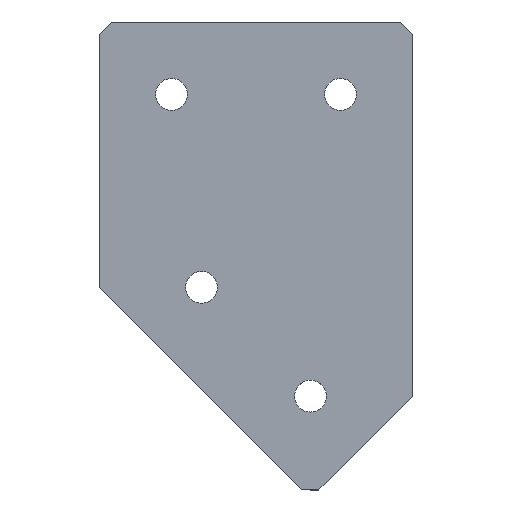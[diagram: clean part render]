
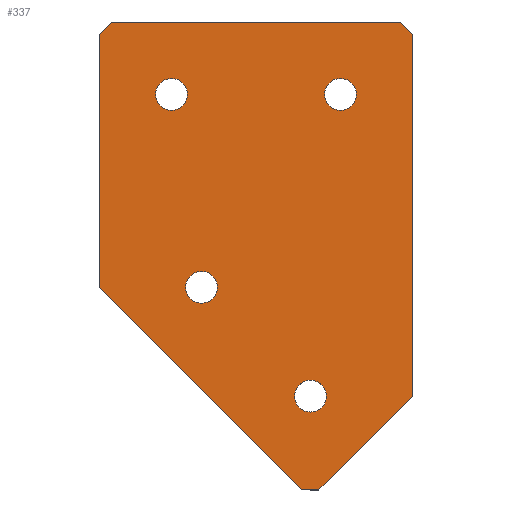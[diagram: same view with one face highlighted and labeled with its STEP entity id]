
A CAD part, top view. The second image highlights one B-rep face of the part: STEP entity #337.
In plain terms, the highlighted planar face has unit normal (0, 0, 1).
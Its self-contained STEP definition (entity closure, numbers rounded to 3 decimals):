
#4 = VERTEX_POINT ( 'NONE', #481 ) ;
#15 = VERTEX_POINT ( 'NONE', #322 ) ;
#19 = CARTESIAN_POINT ( 'NONE',  ( 1.25, -1.25, 0. ) ) ;
#26 = ORIENTED_EDGE ( 'NONE', *, *, #629, .T. ) ;
#29 = PLANE ( 'NONE',  #325 ) ;
#30 = VERTEX_POINT ( 'NONE', #478 ) ;
#41 = EDGE_CURVE ( 'NONE', #414, #338, #533, .T. ) ;
#52 = EDGE_LOOP ( 'NONE', ( #437, #157 ) ) ;
#59 = AXIS2_PLACEMENT_3D ( 'NONE', #218, #267, #369 ) ;
#60 = ORIENTED_EDGE ( 'NONE', *, *, #72, .F. ) ;
#62 = ORIENTED_EDGE ( 'NONE', *, *, #296, .T. ) ;
#65 = CARTESIAN_POINT ( 'NONE',  ( 50., -18.3, 0. ) ) ;
#72 = EDGE_CURVE ( 'NONE', #556, #255, #469, .T. ) ;
#74 = FACE_OUTER_BOUND ( 'NONE', #444, .T. ) ;
#76 = LINE ( 'NONE', #355, #189 ) ;
#80 = CARTESIAN_POINT ( 'NONE',  ( 31.25, 31.25, 0. ) ) ;
#82 = CARTESIAN_POINT ( 'NONE',  ( 43.787, -80.874, 0. ) ) ;
#84 = CARTESIAN_POINT ( 'NONE',  ( 0., -55., 0. ) ) ;
#86 = DIRECTION ( 'NONE',  ( 0., 0., -1. ) ) ;
#90 = CIRCLE ( 'NONE', #366, 3.3 ) ;
#94 = ORIENTED_EDGE ( 'NONE', *, *, #617, .T. ) ;
#95 = ORIENTED_EDGE ( 'NONE', *, *, #430, .F. ) ;
#104 = EDGE_CURVE ( 'NONE', #338, #414, #300, .T. ) ;
#121 = VERTEX_POINT ( 'NONE', #443 ) ;
#124 = LINE ( 'NONE', #318, #151 ) ;
#130 = CARTESIAN_POINT ( 'NONE',  ( 21.213, -55., 0. ) ) ;
#133 = CIRCLE ( 'NONE', #615, 3.3 ) ;
#140 = DIRECTION ( 'NONE',  ( 0., 0., -1. ) ) ;
#141 = CARTESIAN_POINT ( 'NONE',  ( 45.555, -97.019, 0. ) ) ;
#151 = VECTOR ( 'NONE', #274, 1000. ) ;
#154 = VECTOR ( 'NONE', #476, 1000. ) ;
#155 = CARTESIAN_POINT ( 'NONE',  ( 15., -15., 0. ) ) ;
#157 = ORIENTED_EDGE ( 'NONE', *, *, #104, .T. ) ;
#159 = VERTEX_POINT ( 'NONE', #545 ) ;
#171 = EDGE_CURVE ( 'NONE', #4, #506, #499, .T. ) ;
#173 = VERTEX_POINT ( 'NONE', #542 ) ;
#175 = FACE_BOUND ( 'NONE', #52, .T. ) ;
#178 = ORIENTED_EDGE ( 'NONE', *, *, #346, .F. ) ;
#180 = DIRECTION ( 'NONE',  ( 0., 0., -1. ) ) ;
#188 = DIRECTION ( 'NONE',  ( 0., 0., -1. ) ) ;
#189 = VECTOR ( 'NONE', #565, 1000. ) ;
#198 = AXIS2_PLACEMENT_3D ( 'NONE', #155, #344, #447 ) ;
#199 = CIRCLE ( 'NONE', #375, 3.3 ) ;
#201 = DIRECTION ( 'NONE',  ( -0.707, -0.707, 0. ) ) ;
#212 = EDGE_CURVE ( 'NONE', #30, #221, #219, .T. ) ;
#218 = CARTESIAN_POINT ( 'NONE',  ( 43.787, -77.574, 0. ) ) ;
#219 = CIRCLE ( 'NONE', #59, 3.3 ) ;
#220 = CIRCLE ( 'NONE', #555, 3.3 ) ;
#221 = VERTEX_POINT ( 'NONE', #82 ) ;
#222 = CARTESIAN_POINT ( 'NONE',  ( 65., -2.5, 0. ) ) ;
#224 = EDGE_LOOP ( 'NONE', ( #262, #431 ) ) ;
#226 = CARTESIAN_POINT ( 'NONE',  ( 15., -18.3, 0. ) ) ;
#230 = EDGE_CURVE ( 'NONE', #451, #121, #248, .T. ) ;
#248 = CIRCLE ( 'NONE', #482, 3.3 ) ;
#255 = VERTEX_POINT ( 'NONE', #359 ) ;
#257 = VECTOR ( 'NONE', #277, 1000. ) ;
#262 = ORIENTED_EDGE ( 'NONE', *, *, #563, .T. ) ;
#267 = DIRECTION ( 'NONE',  ( 0., 0., -1. ) ) ;
#271 = FACE_BOUND ( 'NONE', #319, .T. ) ;
#274 = DIRECTION ( 'NONE',  ( 0., -1., 0. ) ) ;
#275 = CARTESIAN_POINT ( 'NONE',  ( 15., -15., 0. ) ) ;
#277 = DIRECTION ( 'NONE',  ( -0.707, 0.707, 0. ) ) ;
#278 = VECTOR ( 'NONE', #423, 1000. ) ;
#280 = CARTESIAN_POINT ( 'NONE',  ( 0., -97.019, 0. ) ) ;
#283 = DIRECTION ( 'NONE',  ( 0., 1., 0. ) ) ;
#284 = EDGE_LOOP ( 'NONE', ( #599, #595 ) ) ;
#286 = CARTESIAN_POINT ( 'NONE',  ( 21.213, -55., 0. ) ) ;
#296 = EDGE_CURVE ( 'NONE', #456, #255, #408, .T. ) ;
#300 = CIRCLE ( 'NONE', #198, 3.3 ) ;
#314 = VECTOR ( 'NONE', #377, 1000. ) ;
#318 = CARTESIAN_POINT ( 'NONE',  ( 65., 0., 0. ) ) ;
#319 = EDGE_LOOP ( 'NONE', ( #357, #585 ) ) ;
#321 = DIRECTION ( 'NONE',  ( 0., 0., -1. ) ) ;
#322 = CARTESIAN_POINT ( 'NONE',  ( 21.213, -51.7, 0. ) ) ;
#325 = AXIS2_PLACEMENT_3D ( 'NONE', #471, #566, #558 ) ;
#328 = LINE ( 'NONE', #80, #314 ) ;
#332 = EDGE_CURVE ( 'NONE', #587, #556, #608, .T. ) ;
#336 = ORIENTED_EDGE ( 'NONE', *, *, #332, .F. ) ;
#337 = ADVANCED_FACE ( 'NONE', ( #175, #271, #363, #620, #74 ), #29, .T. ) ;
#338 = VERTEX_POINT ( 'NONE', #226 ) ;
#343 = EDGE_CURVE ( 'NONE', #121, #451, #133, .T. ) ;
#344 = DIRECTION ( 'NONE',  ( 0., 0., -1. ) ) ;
#346 = EDGE_CURVE ( 'NONE', #401, #4, #124, .T. ) ;
#355 = CARTESIAN_POINT ( 'NONE',  ( 0., 0., 0. ) ) ;
#356 = CARTESIAN_POINT ( 'NONE',  ( 0., -55., 0. ) ) ;
#357 = ORIENTED_EDGE ( 'NONE', *, *, #343, .T. ) ;
#359 = CARTESIAN_POINT ( 'NONE',  ( 0., -2.5, 0. ) ) ;
#363 = FACE_BOUND ( 'NONE', #224, .T. ) ;
#366 = AXIS2_PLACEMENT_3D ( 'NONE', #130, #140, #283 ) ;
#368 = CARTESIAN_POINT ( 'NONE',  ( 15., -11.7, 0. ) ) ;
#369 = DIRECTION ( 'NONE',  ( 0., 1., 0. ) ) ;
#373 = LINE ( 'NONE', #280, #154 ) ;
#375 = AXIS2_PLACEMENT_3D ( 'NONE', #286, #487, #484 ) ;
#377 = DIRECTION ( 'NONE',  ( -0.707, 0.707, 0. ) ) ;
#401 = VERTEX_POINT ( 'NONE', #222 ) ;
#408 = LINE ( 'NONE', #19, #586 ) ;
#413 = DIRECTION ( 'NONE',  ( 0., 1., 0. ) ) ;
#414 = VERTEX_POINT ( 'NONE', #368 ) ;
#423 = DIRECTION ( 'NONE',  ( 0., 1., 0. ) ) ;
#430 = EDGE_CURVE ( 'NONE', #456, #159, #76, .T. ) ;
#431 = ORIENTED_EDGE ( 'NONE', *, *, #547, .T. ) ;
#437 = ORIENTED_EDGE ( 'NONE', *, *, #41, .T. ) ;
#443 = CARTESIAN_POINT ( 'NONE',  ( 50., -11.7, 0. ) ) ;
#444 = EDGE_LOOP ( 'NONE', ( #336, #26, #546, #178, #94, #95, #62, #60 ) ) ;
#447 = DIRECTION ( 'NONE',  ( 0., 1., 0. ) ) ;
#451 = VERTEX_POINT ( 'NONE', #65 ) ;
#456 = VERTEX_POINT ( 'NONE', #470 ) ;
#464 = DIRECTION ( 'NONE',  ( -0.707, -0.707, 0. ) ) ;
#469 = LINE ( 'NONE', #531, #278 ) ;
#470 = CARTESIAN_POINT ( 'NONE',  ( 2.5, 0., 0. ) ) ;
#471 = CARTESIAN_POINT ( 'NONE',  ( 0., 0., 0. ) ) ;
#476 = DIRECTION ( 'NONE',  ( 1., 0., 0. ) ) ;
#478 = CARTESIAN_POINT ( 'NONE',  ( 43.787, -74.274, 0. ) ) ;
#479 = DIRECTION ( 'NONE',  ( 0., 1., 0. ) ) ;
#481 = CARTESIAN_POINT ( 'NONE',  ( 65., -77.574, 0. ) ) ;
#482 = AXIS2_PLACEMENT_3D ( 'NONE', #526, #321, #511 ) ;
#484 = DIRECTION ( 'NONE',  ( 0., 1., 0. ) ) ;
#487 = DIRECTION ( 'NONE',  ( 0., 0., -1. ) ) ;
#496 = CARTESIAN_POINT ( 'NONE',  ( 43.787, -98.787, 0. ) ) ;
#499 = LINE ( 'NONE', #496, #553 ) ;
#506 = VERTEX_POINT ( 'NONE', #141 ) ;
#511 = DIRECTION ( 'NONE',  ( 0., 1., 0. ) ) ;
#524 = CARTESIAN_POINT ( 'NONE',  ( 42.019, -97.019, 0. ) ) ;
#526 = CARTESIAN_POINT ( 'NONE',  ( 50., -15., 0. ) ) ;
#531 = CARTESIAN_POINT ( 'NONE',  ( 0., 0., 0. ) ) ;
#533 = CIRCLE ( 'NONE', #592, 3.3 ) ;
#541 = EDGE_CURVE ( 'NONE', #221, #30, #220, .T. ) ;
#542 = CARTESIAN_POINT ( 'NONE',  ( 21.213, -58.3, 0. ) ) ;
#545 = CARTESIAN_POINT ( 'NONE',  ( 62.5, 0., 0. ) ) ;
#546 = ORIENTED_EDGE ( 'NONE', *, *, #171, .F. ) ;
#547 = EDGE_CURVE ( 'NONE', #173, #15, #90, .T. ) ;
#553 = VECTOR ( 'NONE', #201, 1000. ) ;
#555 = AXIS2_PLACEMENT_3D ( 'NONE', #572, #86, #479 ) ;
#556 = VERTEX_POINT ( 'NONE', #84 ) ;
#558 = DIRECTION ( 'NONE',  ( 1., 0., 0. ) ) ;
#563 = EDGE_CURVE ( 'NONE', #15, #173, #199, .T. ) ;
#565 = DIRECTION ( 'NONE',  ( 1., 0., 0. ) ) ;
#566 = DIRECTION ( 'NONE',  ( 0., 0., 1. ) ) ;
#572 = CARTESIAN_POINT ( 'NONE',  ( 43.787, -77.574, 0. ) ) ;
#585 = ORIENTED_EDGE ( 'NONE', *, *, #230, .T. ) ;
#586 = VECTOR ( 'NONE', #464, 1000. ) ;
#587 = VERTEX_POINT ( 'NONE', #524 ) ;
#592 = AXIS2_PLACEMENT_3D ( 'NONE', #275, #188, #621 ) ;
#595 = ORIENTED_EDGE ( 'NONE', *, *, #541, .T. ) ;
#599 = ORIENTED_EDGE ( 'NONE', *, *, #212, .T. ) ;
#608 = LINE ( 'NONE', #356, #257 ) ;
#615 = AXIS2_PLACEMENT_3D ( 'NONE', #616, #180, #413 ) ;
#616 = CARTESIAN_POINT ( 'NONE',  ( 50., -15., 0. ) ) ;
#617 = EDGE_CURVE ( 'NONE', #401, #159, #328, .T. ) ;
#620 = FACE_BOUND ( 'NONE', #284, .T. ) ;
#621 = DIRECTION ( 'NONE',  ( 0., 1., 0. ) ) ;
#629 = EDGE_CURVE ( 'NONE', #587, #506, #373, .T. ) ;
